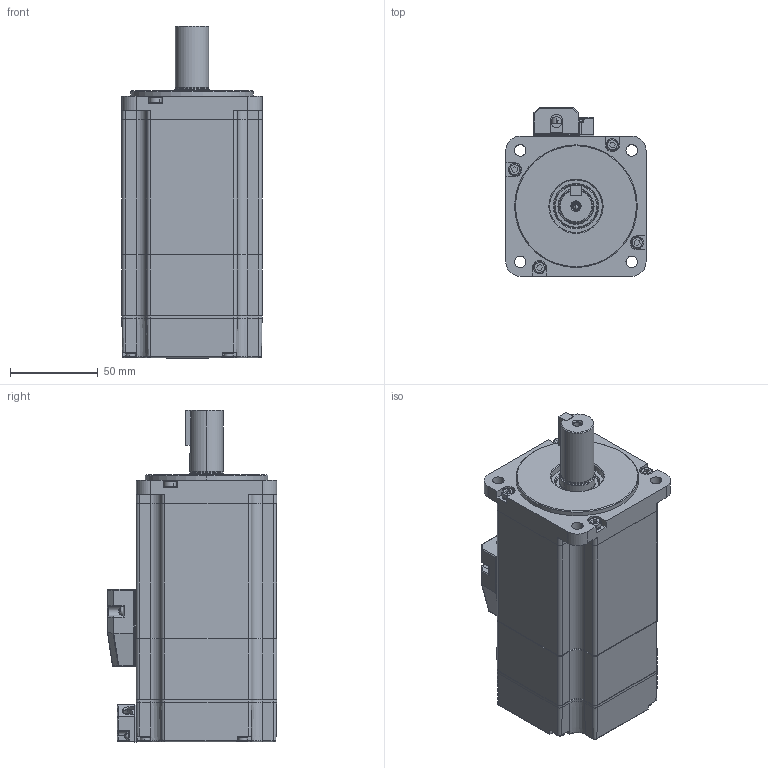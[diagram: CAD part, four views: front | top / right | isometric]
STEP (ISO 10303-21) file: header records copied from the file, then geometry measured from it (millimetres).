
FILE_DESCRIPTION (( 'STEP AP203' ), '1' );
FILE_NAME ('EM1-750W-B-K.STEP', '2019-12-06T02:12:29', ( '' ), ( '' ), 'SwSTEP 2.0', 'SolidWorks 2015', '' );
FILE_SCHEMA (( 'CONFIG_CONTROL_DESIGN' ));
Length unit declared in the file: millimetre
Products named in the file (1): EM1-750W-B-K
Bounding box: 80.04 x 96.54 x 189.4 mm (x, y, z)
Surface area: 79438.8 mm2 (no closed solid volume)
Topology: 0 solids, 27 shells, 663 faces, 2048 edges, 1359 vertices
Faces by surface type: plane 303, cylinder 199, cone 79, sphere 39, torus 38, bspline 5
Entity records: 24138 total; most frequent: CARTESIAN_POINT 5870, DIRECTION 4006, ORIENTED_EDGE 3451, EDGE_CURVE 2008, AXIS2_PLACEMENT_3D 1437, VERTEX_POINT 1347, VECTOR 1132, LINE 1132
